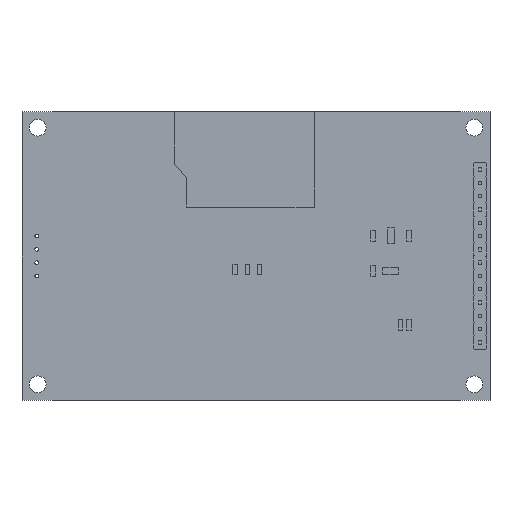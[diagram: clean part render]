
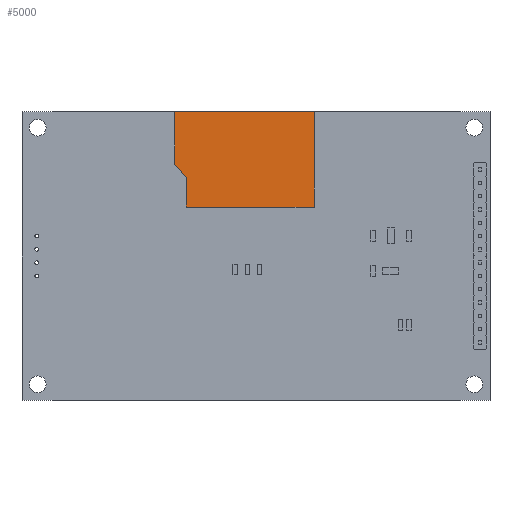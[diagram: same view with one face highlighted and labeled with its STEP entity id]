
A CAD part, front view. The second image highlights one B-rep face of the part: STEP entity #5000.
In plain terms, the highlighted planar face has unit normal (0, -1, 0).
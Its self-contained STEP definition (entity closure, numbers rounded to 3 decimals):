
#66 = FACE_OUTER_BOUND ( 'NONE', #6141, .T. ) ;
#190 = VECTOR ( 'NONE', #343, 1000. ) ;
#249 = LINE ( 'NONE', #292, #190 ) ;
#292 = CARTESIAN_POINT ( 'NONE',  ( -12.7, -7.2, 27.55 ) ) ;
#327 = VECTOR ( 'NONE', #6839, 1000. ) ;
#343 = DIRECTION ( 'NONE',  ( -1., 0., 0. ) ) ;
#561 = ORIENTED_EDGE ( 'NONE', *, *, #2415, .T. ) ;
#770 = EDGE_CURVE ( 'NONE', #3929, #6258, #4612, .T. ) ;
#1043 = ORIENTED_EDGE ( 'NONE', *, *, #4722, .T. ) ;
#1047 = CARTESIAN_POINT ( 'NONE',  ( -12.7, -7.2, 17.55 ) ) ;
#1145 = VECTOR ( 'NONE', #4480, 1000. ) ;
#1448 = DIRECTION ( 'NONE',  ( 0., 1., 0. ) ) ;
#1469 = EDGE_CURVE ( 'NONE', #6214, #3929, #7572, .T. ) ;
#1532 = DIRECTION ( 'NONE',  ( 0., 0., 1. ) ) ;
#1729 = LINE ( 'NONE', #4394, #4769 ) ;
#1988 = CARTESIAN_POINT ( 'NONE',  ( 13.9, -7.2, 27.55 ) ) ;
#2197 = PLANE ( 'NONE',  #4639 ) ;
#2415 = EDGE_CURVE ( 'NONE', #3880, #5523, #5139, .T. ) ;
#2630 = CARTESIAN_POINT ( 'NONE',  ( -10.5, -7.2, 15.05 ) ) ;
#2847 = CARTESIAN_POINT ( 'NONE',  ( 13.9, -7.2, 9.35 ) ) ;
#3223 = CARTESIAN_POINT ( 'NONE',  ( -10.5, -7.2, 15.05 ) ) ;
#3584 = CARTESIAN_POINT ( 'NONE',  ( -10.5, -7.2, 9.35 ) ) ;
#3834 = EDGE_CURVE ( 'NONE', #6258, #3880, #4798, .T. ) ;
#3880 = VERTEX_POINT ( 'NONE', #4324 ) ;
#3929 = VERTEX_POINT ( 'NONE', #1047 ) ;
#4044 = VECTOR ( 'NONE', #6617, 1000. ) ;
#4296 = ORIENTED_EDGE ( 'NONE', *, *, #3834, .T. ) ;
#4324 = CARTESIAN_POINT ( 'NONE',  ( -10.5, -7.2, 9.35 ) ) ;
#4394 = CARTESIAN_POINT ( 'NONE',  ( 13.9, -7.2, 27.55 ) ) ;
#4478 = DIRECTION ( 'NONE',  ( 0., 0., 1. ) ) ;
#4480 = DIRECTION ( 'NONE',  ( 1., 0., 0. ) ) ;
#4612 = LINE ( 'NONE', #3223, #4044 ) ;
#4639 = AXIS2_PLACEMENT_3D ( 'NONE', #4849, #1448, #1532 ) ;
#4722 = EDGE_CURVE ( 'NONE', #5523, #8471, #1729, .T. ) ;
#4769 = VECTOR ( 'NONE', #4478, 1000. ) ;
#4798 = LINE ( 'NONE', #3584, #327 ) ;
#4849 = CARTESIAN_POINT ( 'NONE',  ( 0., -7.2, 0. ) ) ;
#5000 = ADVANCED_FACE ( 'NONE', ( #66 ), #2197, .F. ) ;
#5139 = LINE ( 'NONE', #7791, #1145 ) ;
#5523 = VERTEX_POINT ( 'NONE', #2847 ) ;
#5687 = ORIENTED_EDGE ( 'NONE', *, *, #1469, .T. ) ;
#5722 = VECTOR ( 'NONE', #6225, 1000. ) ;
#6141 = EDGE_LOOP ( 'NONE', ( #8591, #5687, #8546, #4296, #561, #1043 ) ) ;
#6214 = VERTEX_POINT ( 'NONE', #7766 ) ;
#6225 = DIRECTION ( 'NONE',  ( 0., 0., -1. ) ) ;
#6258 = VERTEX_POINT ( 'NONE', #2630 ) ;
#6549 = EDGE_CURVE ( 'NONE', #8471, #6214, #249, .T. ) ;
#6617 = DIRECTION ( 'NONE',  ( 0.661, 0., -0.751 ) ) ;
#6839 = DIRECTION ( 'NONE',  ( 0., 0., -1. ) ) ;
#6877 = CARTESIAN_POINT ( 'NONE',  ( -12.7, -7.2, 17.55 ) ) ;
#7572 = LINE ( 'NONE', #6877, #5722 ) ;
#7766 = CARTESIAN_POINT ( 'NONE',  ( -12.7, -7.2, 27.55 ) ) ;
#7791 = CARTESIAN_POINT ( 'NONE',  ( 13.9, -7.2, 9.35 ) ) ;
#8471 = VERTEX_POINT ( 'NONE', #1988 ) ;
#8546 = ORIENTED_EDGE ( 'NONE', *, *, #770, .T. ) ;
#8591 = ORIENTED_EDGE ( 'NONE', *, *, #6549, .T. ) ;
